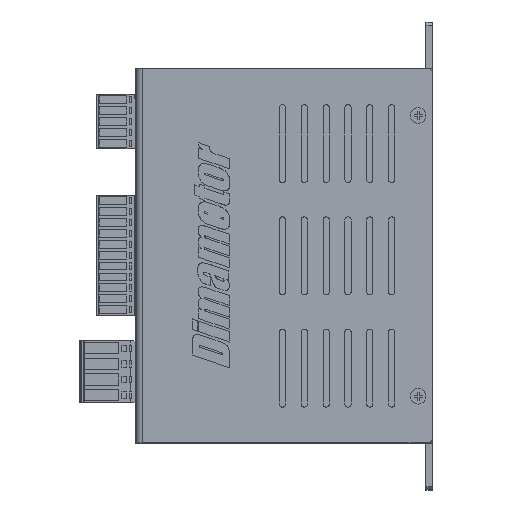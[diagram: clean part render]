
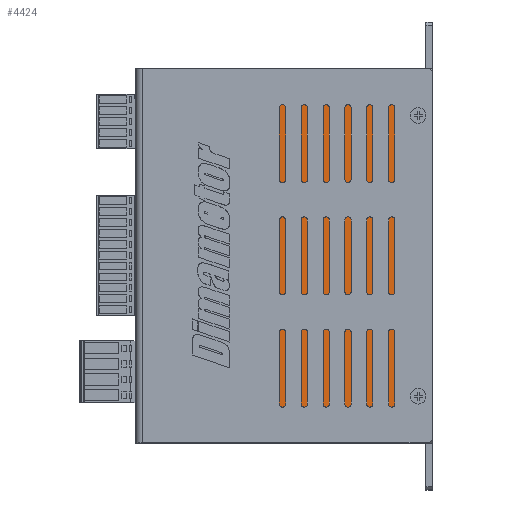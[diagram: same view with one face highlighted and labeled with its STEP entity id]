
A CAD part, top view. The second image highlights one B-rep face of the part: STEP entity #4424.
In plain terms, the highlighted planar face has unit normal (0, 0, 1).
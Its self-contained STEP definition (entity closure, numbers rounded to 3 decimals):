
#138=CARTESIAN_POINT('',(92.9,117.9,2.0));
#139=VERTEX_POINT('',#138);
#181=CARTESIAN_POINT('',(92.9,2.1,2.0));
#182=VERTEX_POINT('',#181);
#608=CARTESIAN_POINT('',(11.1,6.5,2.0));
#609=VERTEX_POINT('',#608);
#610=CARTESIAN_POINT('',(9.,6.5,2.0));
#611=DIRECTION('',(0.0,0.0,-1.0));
#612=DIRECTION('',(1.0,0.0,0.0));
#613=AXIS2_PLACEMENT_3D('',#610,#611,#612);
#614=CIRCLE('',#613,2.1);
#615=EDGE_CURVE('',#609,#609,#614,.T.);
#657=CARTESIAN_POINT('',(39.6,113.5,2.0));
#658=VERTEX_POINT('',#657);
#659=CARTESIAN_POINT('',(37.5,113.5,2.0));
#660=DIRECTION('',(0.0,0.0,-1.0));
#661=DIRECTION('',(1.0,0.0,0.0));
#662=AXIS2_PLACEMENT_3D('',#659,#660,#661);
#663=CIRCLE('',#662,2.1);
#664=EDGE_CURVE('',#658,#658,#663,.T.);
#4252=CARTESIAN_POINT('',(5.2,2.1,2.0));
#4253=VERTEX_POINT('',#4252);
#4261=CARTESIAN_POINT('',(5.2,117.9,2.0));
#4262=VERTEX_POINT('',#4261);
#4263=CARTESIAN_POINT('',(5.2,117.9,2.));
#4264=DIRECTION('',(0.0,-1.0,0.0));
#4265=VECTOR('',#4264,115.8);
#4266=LINE('',#4263,#4265);
#4267=EDGE_CURVE('',#4262,#4253,#4266,.T.);
#4381=CARTESIAN_POINT('',(92.9,117.9,2.0));
#4382=DIRECTION('',(-1.0,0.0,0.0));
#4383=VECTOR('',#4382,87.7);
#4384=LINE('',#4381,#4383);
#4385=EDGE_CURVE('',#139,#4262,#4384,.T.);
#4397=CARTESIAN_POINT('',(47.5,60.0,2.0));
#4398=DIRECTION('',(0.0,0.0,1.0));
#4399=DIRECTION('',(1.0,0.0,0.0));
#4400=AXIS2_PLACEMENT_3D('',#4397,#4398,#4399);
#4401=PLANE('',#4400);
#4402=ORIENTED_EDGE('',*,*,#4267,.T.);
#4403=CARTESIAN_POINT('',(5.2,2.1,2.0));
#4404=DIRECTION('',(1.0,0.0,0.0));
#4405=VECTOR('',#4404,87.7);
#4406=LINE('',#4403,#4405);
#4407=EDGE_CURVE('',#4253,#182,#4406,.T.);
#4408=ORIENTED_EDGE('',*,*,#4407,.T.);
#4409=CARTESIAN_POINT('',(92.9,2.1,2.0));
#4410=DIRECTION('',(0.0,1.0,0.0));
#4411=VECTOR('',#4410,115.8);
#4412=LINE('',#4409,#4411);
#4413=EDGE_CURVE('',#182,#139,#4412,.T.);
#4414=ORIENTED_EDGE('',*,*,#4413,.T.);
#4415=ORIENTED_EDGE('',*,*,#4385,.T.);
#4416=EDGE_LOOP('',(#4402,#4408,#4414,#4415));
#4417=FACE_OUTER_BOUND('',#4416,.T.);
#4418=ORIENTED_EDGE('',*,*,#615,.T.);
#4419=EDGE_LOOP('',(#4418));
#4420=FACE_BOUND('',#4419,.T.);
#4421=ORIENTED_EDGE('',*,*,#664,.T.);
#4422=EDGE_LOOP('',(#4421));
#4423=FACE_BOUND('',#4422,.T.);
#4424=ADVANCED_FACE('',(#4417,#4420,#4423),#4401,.T.);
